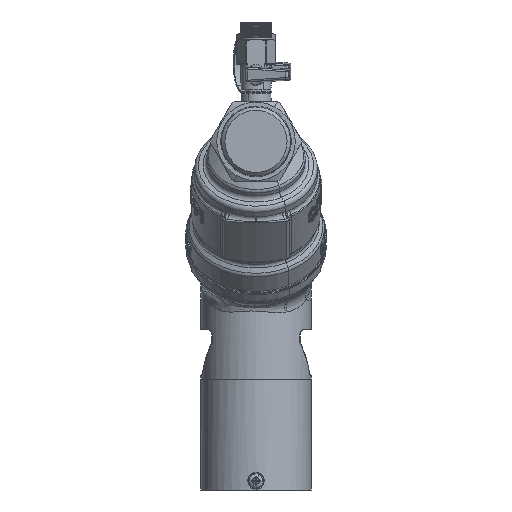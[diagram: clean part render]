
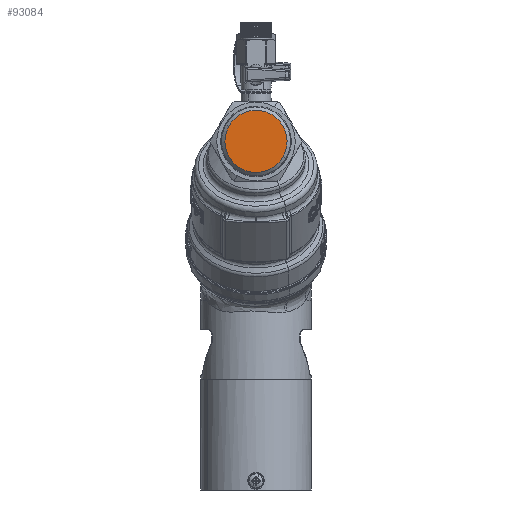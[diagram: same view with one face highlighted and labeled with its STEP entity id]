
A CAD part, front view. The second image highlights one B-rep face of the part: STEP entity #93084.
In plain terms, the highlighted planar face has unit normal (0, 1, 0).
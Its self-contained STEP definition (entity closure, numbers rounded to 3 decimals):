
#92846=CARTESIAN_POINT('Axis2P3D Location',(0.,-132.,0.)) ;
#92850=CARTESIAN_POINT('Vertex',(-16.341,-132.,8.927)) ;
#92852=CARTESIAN_POINT('Vertex',(16.341,-132.,-8.927)) ;
#92997=CARTESIAN_POINT('Axis2P3D Location',(0.,-132.,0.)) ;
#93075=CARTESIAN_POINT('Axis2P3D Location',(17.,-132.,0.)) ;
#92847=DIRECTION('Axis2P3D Direction',(-0.,1.,0.)) ;
#92998=DIRECTION('Axis2P3D Direction',(0.,1.,0.)) ;
#93076=DIRECTION('Axis2P3D Direction',(-0.,1.,0.)) ;
#93077=DIRECTION('Axis2P3D XDirection',(1.,0.,0.)) ;
#92848=AXIS2_PLACEMENT_3D('Circle Axis2P3D',#92846,#92847,$) ;
#92999=AXIS2_PLACEMENT_3D('Circle Axis2P3D',#92997,#92998,$) ;
#93078=AXIS2_PLACEMENT_3D('Plane Axis2P3D',#93075,#93076,#93077) ;
#93081=ORIENTED_EDGE('',*,*,#93001,.F.) ;
#93082=ORIENTED_EDGE('',*,*,#92854,.F.) ;
#93084=ADVANCED_FACE('Sheet.14',(#93083),#93079,.T.) ;
#92849=CIRCLE('generated circle',#92848,18.621) ;
#93000=CIRCLE('generated circle',#92999,18.621) ;
#92854=EDGE_CURVE('',#92851,#92853,#92849,.F.) ;
#93001=EDGE_CURVE('',#92853,#92851,#93000,.F.) ;
#93080=EDGE_LOOP('',(#93081,#93082)) ;
#93083=FACE_OUTER_BOUND('',#93080,.T.) ;
#93079=PLANE('',#93078) ;
#92851=VERTEX_POINT('',#92850) ;
#92853=VERTEX_POINT('',#92852) ;
